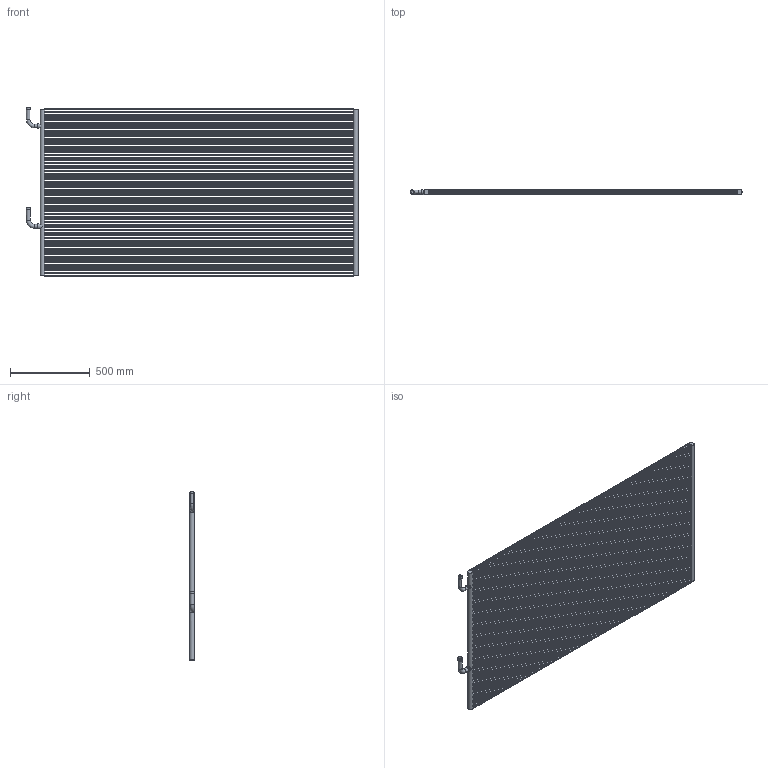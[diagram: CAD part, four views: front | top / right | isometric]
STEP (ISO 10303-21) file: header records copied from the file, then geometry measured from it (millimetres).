
FILE_DESCRIPTION(('TFLEX Exchange Step'),'2;1');
FILE_NAME('RC-2000 (32 mm).stp', '2023-04-06T10:23:11+03:00',('EXT0102'),('Unknown organisation'),'TFLEX Exchange 2022.1','T-FLEX CAD','Unknown authorisation');
FILE_SCHEMA( ('AUTOMOTIVE_DESIGN { 1 0 10303 214 1 1 1 1 }') );
Length unit declared in the file: millimetre
Products named in the file (1): Nodes
Bounding box: 2082 x 32 x 1064.4 mm (x, y, z)
Volume: 12162195.1 mm3; surface area: 11596437.5 mm2
Topology: 2 solids, 2 shells, 606 faces, 2343 edges, 1647 vertices
Faces by surface type: plane 501, cylinder 95, torus 8, cone 2
Full cylindrical faces by diameter (mm): 3.2 x16, 17 x1, 19.2 x1, 19.6 x2, 20.469 x1, 22 x2, 22.2 x2, 22.4 x1, 23 x2, 24.4 x1, 25.4 x3, 28 x2, 32 x3
Entity records: 29280 total; most frequent: CARTESIAN_POINT 8050, ORIENTED_EDGE 4686, DIRECTION 4566, EDGE_CURVE 2343, AXIS2_PLACEMENT_3D 1672, VERTEX_POINT 1647, VECTOR 1222, LINE 1222
